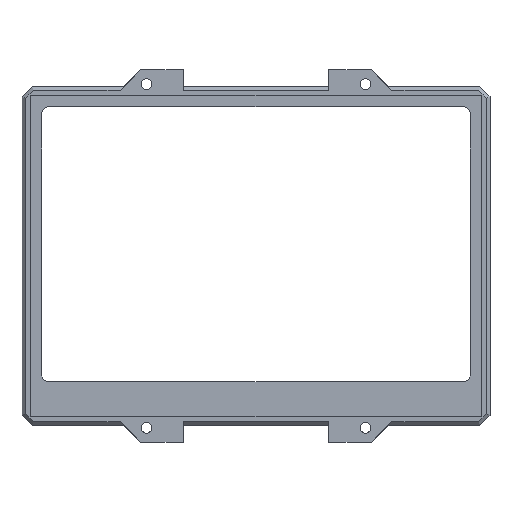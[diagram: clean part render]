
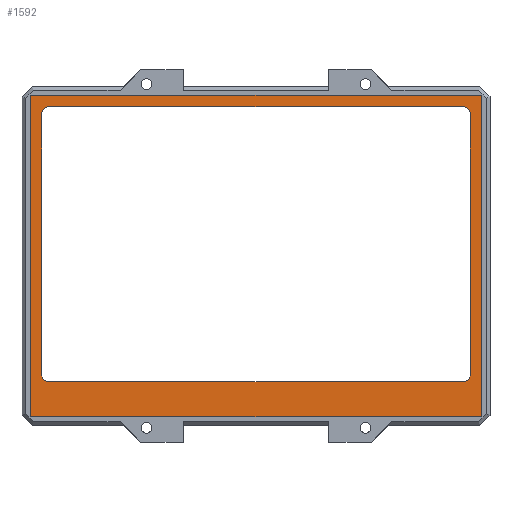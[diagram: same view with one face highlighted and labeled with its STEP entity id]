
A CAD part, top view. The second image highlights one B-rep face of the part: STEP entity #1592.
In plain terms, the highlighted planar face has unit normal (0, 0, 1).
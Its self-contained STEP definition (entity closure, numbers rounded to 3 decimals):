
#41=FACE_BOUND('',#313,.T.);
#116=PLANE('',#1713);
#207=FACE_OUTER_BOUND('',#312,.T.);
#312=EDGE_LOOP('',(#1486,#1487,#1488,#1489));
#313=EDGE_LOOP('',(#1490,#1491,#1492,#1493,#1494,#1495,#1496,#1497));
#471=LINE('',#2513,#659);
#475=LINE('',#2520,#663);
#478=LINE('',#2526,#666);
#480=LINE('',#2529,#668);
#487=LINE('',#2543,#675);
#491=LINE('',#2552,#679);
#494=LINE('',#2560,#682);
#497=LINE('',#2568,#685);
#659=VECTOR('',#2065,10.);
#663=VECTOR('',#2071,10.);
#666=VECTOR('',#2076,10.);
#668=VECTOR('',#2080,10.);
#675=VECTOR('',#2091,10.);
#679=VECTOR('',#2101,10.);
#682=VECTOR('',#2110,10.);
#685=VECTOR('',#2119,10.);
#714=CIRCLE('',#1697,1.);
#715=CIRCLE('',#1700,1.);
#716=CIRCLE('',#1703,1.);
#717=CIRCLE('',#1706,1.);
#833=VERTEX_POINT('',#2510);
#834=VERTEX_POINT('',#2512);
#836=VERTEX_POINT('',#2518);
#838=VERTEX_POINT('',#2524);
#842=VERTEX_POINT('',#2541);
#843=VERTEX_POINT('',#2542);
#844=VERTEX_POINT('',#2547);
#845=VERTEX_POINT('',#2551);
#846=VERTEX_POINT('',#2555);
#847=VERTEX_POINT('',#2559);
#848=VERTEX_POINT('',#2563);
#849=VERTEX_POINT('',#2567);
#1031=EDGE_CURVE('',#834,#833,#471,.T.);
#1035=EDGE_CURVE('',#833,#836,#475,.T.);
#1038=EDGE_CURVE('',#836,#838,#478,.T.);
#1040=EDGE_CURVE('',#838,#834,#480,.T.);
#1047=EDGE_CURVE('',#842,#843,#487,.T.);
#1050=EDGE_CURVE('',#844,#842,#714,.T.);
#1052=EDGE_CURVE('',#845,#844,#491,.T.);
#1054=EDGE_CURVE('',#846,#845,#715,.T.);
#1056=EDGE_CURVE('',#847,#846,#494,.T.);
#1058=EDGE_CURVE('',#848,#847,#716,.T.);
#1060=EDGE_CURVE('',#849,#848,#497,.T.);
#1062=EDGE_CURVE('',#843,#849,#717,.T.);
#1486=ORIENTED_EDGE('',*,*,#1031,.T.);
#1487=ORIENTED_EDGE('',*,*,#1035,.T.);
#1488=ORIENTED_EDGE('',*,*,#1038,.T.);
#1489=ORIENTED_EDGE('',*,*,#1040,.T.);
#1490=ORIENTED_EDGE('',*,*,#1062,.F.);
#1491=ORIENTED_EDGE('',*,*,#1047,.F.);
#1492=ORIENTED_EDGE('',*,*,#1050,.F.);
#1493=ORIENTED_EDGE('',*,*,#1052,.F.);
#1494=ORIENTED_EDGE('',*,*,#1054,.F.);
#1495=ORIENTED_EDGE('',*,*,#1056,.F.);
#1496=ORIENTED_EDGE('',*,*,#1058,.F.);
#1497=ORIENTED_EDGE('',*,*,#1060,.F.);
#1592=ADVANCED_FACE('',(#207,#41),#116,.F.);
#1697=AXIS2_PLACEMENT_3D('',#2548,#2096,#2097);
#1700=AXIS2_PLACEMENT_3D('',#2556,#2105,#2106);
#1703=AXIS2_PLACEMENT_3D('',#2564,#2114,#2115);
#1706=AXIS2_PLACEMENT_3D('',#2571,#2123,#2124);
#1713=AXIS2_PLACEMENT_3D('',#2581,#2140,#2141);
#2065=DIRECTION('',(-1.,0.,0.));
#2071=DIRECTION('',(0.,-1.,0.));
#2076=DIRECTION('',(1.,0.,0.));
#2080=DIRECTION('',(0.,1.,0.));
#2091=DIRECTION('',(0.,1.,0.));
#2096=DIRECTION('center_axis',(0.,0.,1.));
#2097=DIRECTION('ref_axis',(1.,0.,0.));
#2101=DIRECTION('',(1.,0.,0.));
#2105=DIRECTION('center_axis',(0.,0.,1.));
#2106=DIRECTION('ref_axis',(0.,-1.,0.));
#2110=DIRECTION('',(0.,-1.,0.));
#2114=DIRECTION('center_axis',(0.,0.,1.));
#2115=DIRECTION('ref_axis',(-1.,0.,0.));
#2119=DIRECTION('',(-1.,0.,0.));
#2123=DIRECTION('center_axis',(0.,0.,1.));
#2124=DIRECTION('ref_axis',(0.,1.,0.));
#2140=DIRECTION('center_axis',(0.,0.,-1.));
#2141=DIRECTION('ref_axis',(1.,0.,0.));
#2510=CARTESIAN_POINT('',(65.64,-42.78,-1.6));
#2512=CARTESIAN_POINT('',(129.178,-42.78,-1.6));
#2513=CARTESIAN_POINT('',(81.525,-42.78,-1.6));
#2518=CARTESIAN_POINT('',(65.64,-88.03,-1.6));
#2520=CARTESIAN_POINT('',(65.64,-76.718,-1.6));
#2524=CARTESIAN_POINT('',(129.178,-88.03,-1.6));
#2526=CARTESIAN_POINT('',(113.294,-88.03,-1.6));
#2529=CARTESIAN_POINT('',(129.178,-54.093,-1.6));
#2541=CARTESIAN_POINT('',(127.578,-82.13,-1.6));
#2542=CARTESIAN_POINT('',(127.578,-45.38,-1.6));
#2543=CARTESIAN_POINT('',(127.578,-82.13,-1.6));
#2547=CARTESIAN_POINT('',(126.578,-83.13,-1.6));
#2548=CARTESIAN_POINT('Origin',(126.578,-82.13,-1.6));
#2551=CARTESIAN_POINT('',(68.24,-83.13,-1.6));
#2552=CARTESIAN_POINT('',(68.24,-83.13,-1.6));
#2555=CARTESIAN_POINT('',(67.24,-82.13,-1.6));
#2556=CARTESIAN_POINT('Origin',(68.24,-82.13,-1.6));
#2559=CARTESIAN_POINT('',(67.24,-45.38,-1.6));
#2560=CARTESIAN_POINT('',(67.24,-45.38,-1.6));
#2563=CARTESIAN_POINT('',(68.24,-44.38,-1.6));
#2564=CARTESIAN_POINT('Origin',(68.24,-45.38,-1.6));
#2567=CARTESIAN_POINT('',(126.578,-44.38,-1.6));
#2568=CARTESIAN_POINT('',(126.578,-44.38,-1.6));
#2571=CARTESIAN_POINT('Origin',(126.578,-45.38,-1.6));
#2581=CARTESIAN_POINT('Origin',(97.409,-65.405,-1.6));
